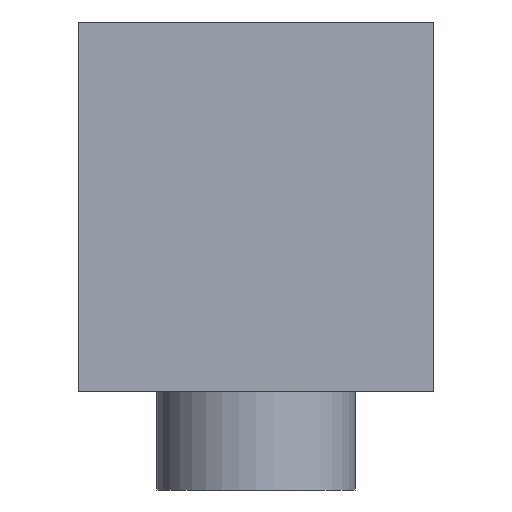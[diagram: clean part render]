
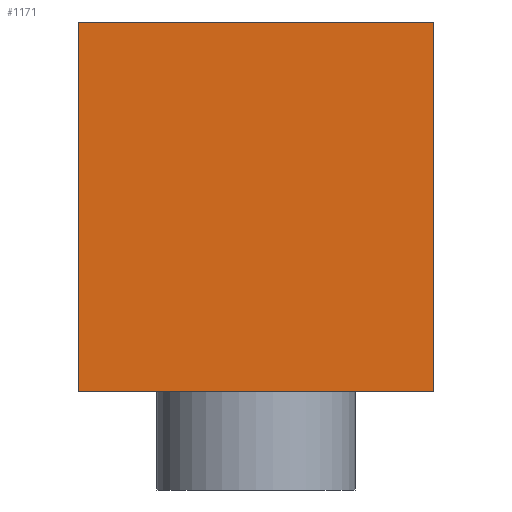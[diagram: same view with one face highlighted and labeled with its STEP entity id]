
A CAD part, front view. The second image highlights one B-rep face of the part: STEP entity #1171.
In plain terms, the highlighted planar face has unit normal (0, -1, 0).
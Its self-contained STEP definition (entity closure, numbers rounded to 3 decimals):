
#35 = VECTOR ( 'NONE', #1217, 1000. ) ;
#41 = VERTEX_POINT ( 'NONE', #470 ) ;
#98 = CARTESIAN_POINT ( 'NONE',  ( -400000., -3.55, 15.8 ) ) ;
#177 = VERTEX_POINT ( 'NONE', #577 ) ;
#189 = EDGE_CURVE ( 'NONE', #41, #177, #866, .T. ) ;
#202 = LINE ( 'NONE', #98, #1511 ) ;
#253 = VECTOR ( 'NONE', #370, 1000. ) ;
#370 = DIRECTION ( 'NONE',  ( 0., 0., -1. ) ) ;
#407 = FACE_OUTER_BOUND ( 'NONE', #413, .T. ) ;
#413 = EDGE_LOOP ( 'NONE', ( #1148, #1363, #575, #504 ) ) ;
#452 = LINE ( 'NONE', #737, #1272 ) ;
#470 = CARTESIAN_POINT ( 'NONE',  ( -6., -3.55, 15.8 ) ) ;
#504 = ORIENTED_EDGE ( 'NONE', *, *, #916, .F. ) ;
#555 = DIRECTION ( 'NONE',  ( 0., 0., -1. ) ) ;
#575 = ORIENTED_EDGE ( 'NONE', *, *, #189, .T. ) ;
#577 = CARTESIAN_POINT ( 'NONE',  ( -6., -3.55, 3.32 ) ) ;
#586 = CARTESIAN_POINT ( 'NONE',  ( 6., -3.55, 29.743 ) ) ;
#607 = CARTESIAN_POINT ( 'NONE',  ( -6., -3.55, 29.743 ) ) ;
#634 = VERTEX_POINT ( 'NONE', #1527 ) ;
#647 = EDGE_CURVE ( 'NONE', #1365, #41, #202, .T. ) ;
#737 = CARTESIAN_POINT ( 'NONE',  ( -400000., -3.55, 3.32 ) ) ;
#807 = EDGE_CURVE ( 'NONE', #1365, #634, #1237, .T. ) ;
#821 = CARTESIAN_POINT ( 'NONE',  ( 6., -3.55, 15.8 ) ) ;
#866 = LINE ( 'NONE', #607, #35 ) ;
#916 = EDGE_CURVE ( 'NONE', #634, #177, #452, .T. ) ;
#1015 = PLANE ( 'NONE',  #1481 ) ;
#1099 = DIRECTION ( 'NONE',  ( -1., 0., 0. ) ) ;
#1148 = ORIENTED_EDGE ( 'NONE', *, *, #807, .F. ) ;
#1171 = ADVANCED_FACE ( 'NONE', ( #407 ), #1015, .T. ) ;
#1217 = DIRECTION ( 'NONE',  ( 0., 0., -1. ) ) ;
#1237 = LINE ( 'NONE', #586, #253 ) ;
#1272 = VECTOR ( 'NONE', #1099, 1000. ) ;
#1274 = CARTESIAN_POINT ( 'NONE',  ( -400000., -3.55, 29.743 ) ) ;
#1292 = DIRECTION ( 'NONE',  ( -1., 0., 0. ) ) ;
#1363 = ORIENTED_EDGE ( 'NONE', *, *, #647, .T. ) ;
#1365 = VERTEX_POINT ( 'NONE', #821 ) ;
#1481 = AXIS2_PLACEMENT_3D ( 'NONE', #1274, #1500, #555 ) ;
#1500 = DIRECTION ( 'NONE',  ( 0., -1., 0. ) ) ;
#1511 = VECTOR ( 'NONE', #1292, 1000. ) ;
#1527 = CARTESIAN_POINT ( 'NONE',  ( 6., -3.55, 3.32 ) ) ;
